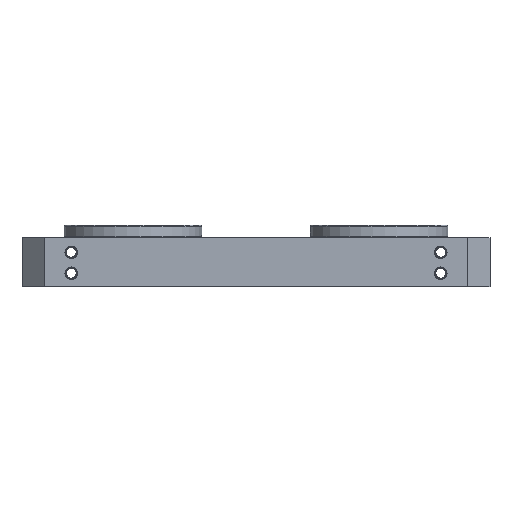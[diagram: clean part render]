
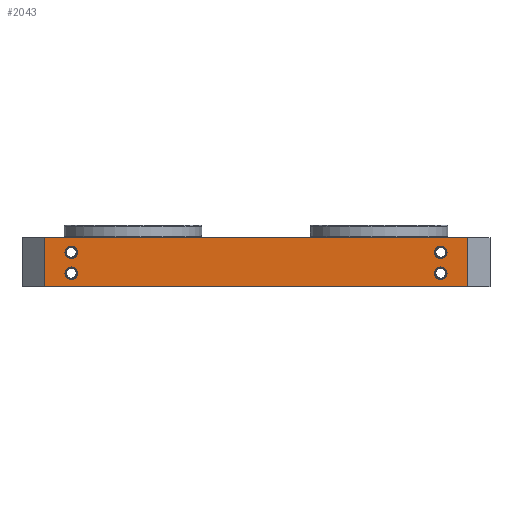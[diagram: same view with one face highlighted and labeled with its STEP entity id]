
A CAD part, left-side view. The second image highlights one B-rep face of the part: STEP entity #2043.
In plain terms, the highlighted planar face has unit normal (-1, 0, 0).
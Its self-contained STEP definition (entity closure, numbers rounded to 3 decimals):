
#177=LINE('',#22209,#201);
#183=LINE('',#22289,#207);
#193=LINE('',#22357,#217);
#194=LINE('',#22358,#218);
#201=VECTOR('',#16447,1.);
#207=VECTOR('',#16523,1.);
#217=VECTOR('',#16585,1.);
#218=VECTOR('',#16586,1.);
#1072=PLANE('',#13419);
#2043=ADVANCED_FACE('',(#3478,#3479,#3480,#3481,#3482),#1072,.T.);
#3478=FACE_BOUND('',#5136,.T.);
#3479=FACE_BOUND('',#5137,.T.);
#3480=FACE_BOUND('',#5138,.T.);
#3481=FACE_BOUND('',#5139,.T.);
#3482=FACE_BOUND('',#5140,.T.);
#5136=EDGE_LOOP('',(#7923));
#5137=EDGE_LOOP('',(#7924));
#5138=EDGE_LOOP('',(#7925,#7926,#7927,#7928));
#5139=EDGE_LOOP('',(#7929));
#5140=EDGE_LOOP('',(#7930));
#7923=ORIENTED_EDGE('',*,*,#10877,.F.);
#7924=ORIENTED_EDGE('',*,*,#10878,.T.);
#7925=ORIENTED_EDGE('',*,*,#10805,.T.);
#7926=ORIENTED_EDGE('',*,*,#10879,.T.);
#7927=ORIENTED_EDGE('',*,*,#10845,.T.);
#7928=ORIENTED_EDGE('',*,*,#10880,.T.);
#7929=ORIENTED_EDGE('',*,*,#10881,.F.);
#7930=ORIENTED_EDGE('',*,*,#10882,.T.);
#9377=VERTEX_POINT('',#22208);
#9378=VERTEX_POINT('',#22210);
#9417=VERTEX_POINT('',#22290);
#9418=VERTEX_POINT('',#22291);
#9447=VERTEX_POINT('',#22354);
#9448=VERTEX_POINT('',#22356);
#9449=VERTEX_POINT('',#22360);
#9450=VERTEX_POINT('',#22362);
#10805=EDGE_CURVE('',#9378,#9377,#177,.T.);
#10845=EDGE_CURVE('',#9417,#9418,#183,.T.);
#10877=EDGE_CURVE('',#9447,#9447,#11903,.T.);
#10878=EDGE_CURVE('',#9448,#9448,#11904,.T.);
#10879=EDGE_CURVE('',#9377,#9417,#193,.T.);
#10880=EDGE_CURVE('',#9418,#9378,#194,.T.);
#10881=EDGE_CURVE('',#9449,#9449,#11905,.T.);
#10882=EDGE_CURVE('',#9450,#9450,#11906,.T.);
#11903=CIRCLE('',#13415,5.115);
#11904=CIRCLE('',#13416,5.115);
#11905=CIRCLE('',#13417,5.115);
#11906=CIRCLE('',#13418,5.115);
#13415=AXIS2_PLACEMENT_3D('',#22353,#16581,#16582);
#13416=AXIS2_PLACEMENT_3D('',#22355,#16583,#16584);
#13417=AXIS2_PLACEMENT_3D('',#22359,#16587,#16588);
#13418=AXIS2_PLACEMENT_3D('',#22361,#16589,#16590);
#13419=AXIS2_PLACEMENT_3D('',#22363,#16591,#16592);
#16447=DIRECTION('',(0.,-1.,0.));
#16523=DIRECTION('',(0.,1.,0.));
#16581=DIRECTION('',(-1.,0.,0.));
#16582=DIRECTION('',(0.,0.,-1.));
#16583=DIRECTION('',(1.,0.,0.));
#16584=DIRECTION('',(0.,0.,-1.));
#16585=DIRECTION('',(0.,0.,1.));
#16586=DIRECTION('',(0.,0.,-1.));
#16587=DIRECTION('',(-1.,0.,0.));
#16588=DIRECTION('',(0.,0.,-1.));
#16589=DIRECTION('',(1.,0.,0.));
#16590=DIRECTION('',(0.,0.,-1.));
#16591=DIRECTION('',(-1.,0.,0.));
#16592=DIRECTION('',(0.,0.,-1.));
#22208=CARTESIAN_POINT('',(-190.,-172.,-40.));
#22209=CARTESIAN_POINT('',(-190.,0.,-40.));
#22210=CARTESIAN_POINT('',(-190.,172.,-40.));
#22289=CARTESIAN_POINT('',(-190.,0.,0.));
#22290=CARTESIAN_POINT('',(-190.,-172.,0.));
#22291=CARTESIAN_POINT('',(-190.,172.,0.));
#22353=CARTESIAN_POINT('',(-190.,-150.,-29.));
#22354=CARTESIAN_POINT('',(-190.,-150.,-34.115));
#22355=CARTESIAN_POINT('',(-190.,150.,-12.));
#22356=CARTESIAN_POINT('',(-190.,150.,-17.115));
#22357=CARTESIAN_POINT('',(-190.,-172.,-40.));
#22358=CARTESIAN_POINT('',(-190.,172.,-40.));
#22359=CARTESIAN_POINT('',(-190.,-150.,-12.));
#22360=CARTESIAN_POINT('',(-190.,-150.,-17.115));
#22361=CARTESIAN_POINT('',(-190.,150.,-29.));
#22362=CARTESIAN_POINT('',(-190.,150.,-34.115));
#22363=CARTESIAN_POINT('',(-190.,0.,-40.));
